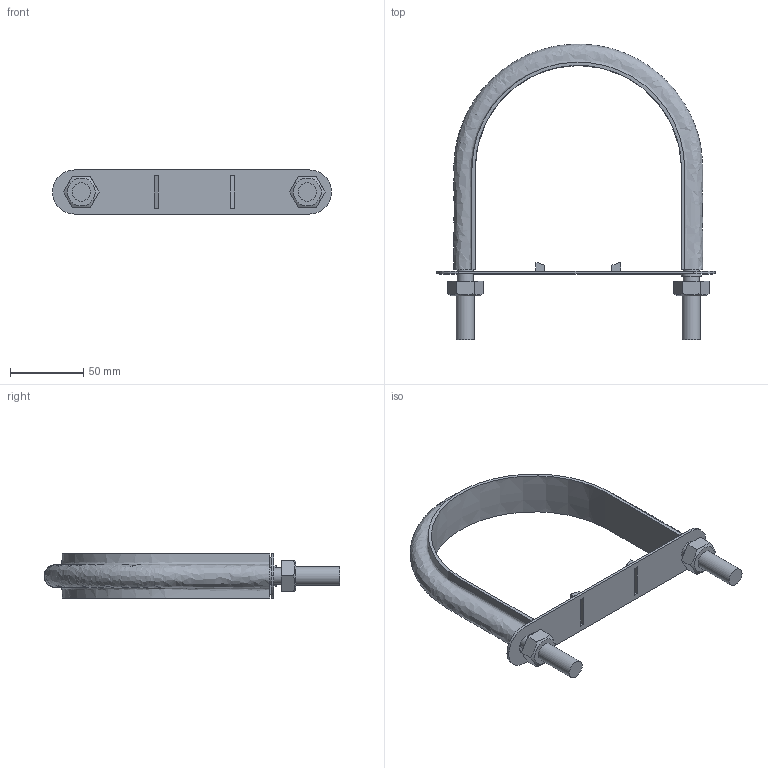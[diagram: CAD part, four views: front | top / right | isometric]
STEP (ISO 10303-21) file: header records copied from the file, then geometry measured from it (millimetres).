
FILE_DESCRIPTION( ( 'STEP AP203' ), '1' );
FILE_NAME( 'PE125.step', '2022-07-05T09:05:36', ( ' ' ), ( ' ' ), 'XStep 1.0', ' ', ' ' );
FILE_SCHEMA( ( 'CONFIG_CONTROL_DESIGN' ) );
Length unit declared in the file: millimetre
Products named in the file (5): 1; 2; 3; 4; 5
Bounding box: 190 x 201.55 x 30 mm (x, y, z)
Volume: 114027.6 mm3; surface area: 76382.3 mm2
Topology: 5 solids, 5 shells, 77 faces, 192 edges, 132 vertices
Faces by surface type: plane 53, cylinder 14, cone 6, bspline 3, extrusion 1
Full cylindrical faces by diameter (mm): 10.106 x2, 11.2 x2, 12.5 x2, 12.8 x1, 13.8 x1
Entity records: 3499 total; most frequent: CARTESIAN_POINT 1558, ORIENTED_EDGE 340, DIRECTION 323, EDGE_CURVE 170, VERTEX_POINT 126, AXIS2_PLACEMENT_3D 110, EDGE_LOOP 110, VECTOR 103
